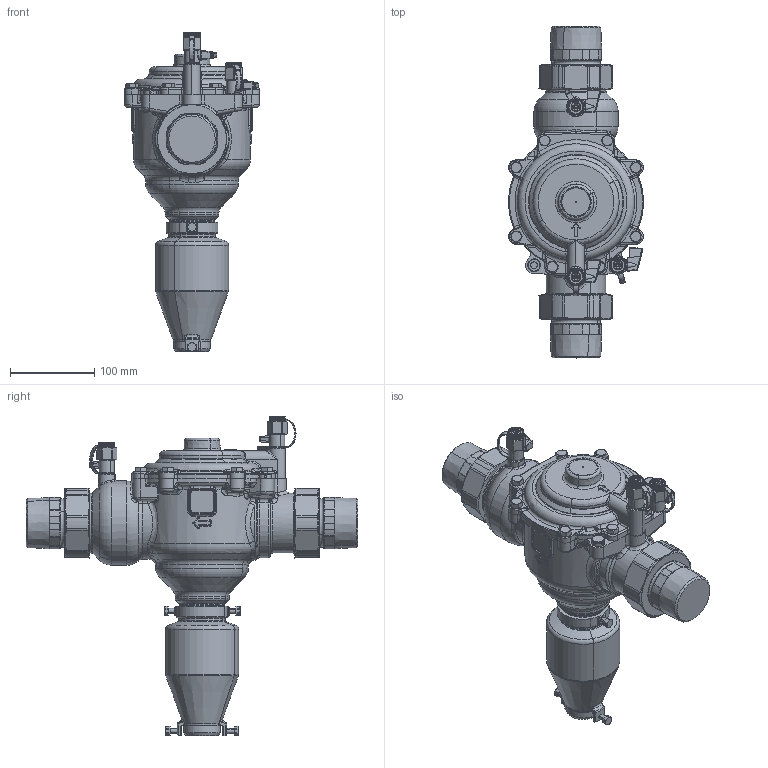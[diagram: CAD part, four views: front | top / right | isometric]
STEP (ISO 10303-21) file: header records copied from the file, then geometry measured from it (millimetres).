
FILE_DESCRIPTION(('CATIA V5 STEP Exchange','CAx-IF Rec.Pracs.--- Model Styling and Organization---1.5--- 2016-08-15','CAx-IF Rec.Pracs.---Supplemental Geometry---1.0---2011-11-01','CAx-IF Rec.Pracs.--- Composite Materials ---3.4---2017-06-13','CAx-IF Rec.Pracs.---Tessellated 3D Geometry---1.0---2015-12-17'),'2;1');
FILE_NAME('STEP_574900_-_TST.stp','2026-03-19T09:50:24+00:00',('none'),('none'),'CATIA Version 5-6 Release 2020 SP5','CATIA V5 STEP AP242 v2','none');
FILE_SCHEMA(('AP242_MANAGED_MODEL_BASED_3D_ENGINEERING_MIM_LF {1 0 10303 442 1 1 4}'));
Products named in the file (1): 574900 - TST
Bounding box: 160.03 x 394 x 379 mm (x, y, z)
Volume: 4323915.7 mm3; surface area: 282132.4 mm2
Topology: 4 solids, 21 shells, 3762 faces, 9775 edges, 6031 vertices
Faces by surface type: plane 1535, cylinder 1040, bspline 586, torus 328, cone 232, sphere 41
Entity records: 151487 total; most frequent: CARTESIAN_POINT 69736, ORIENTED_EDGE 19320, DIRECTION 11012, EDGE_CURVE 9660, VERTEX_POINT 6031, AXIS2_PLACEMENT_3D 5049, EDGE_LOOP 3883, VECTOR 3798
